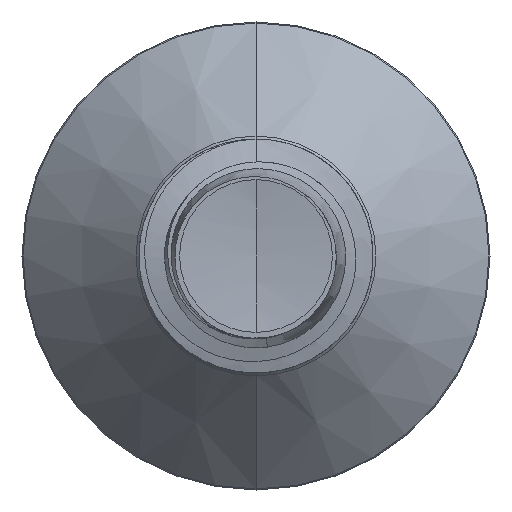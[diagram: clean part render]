
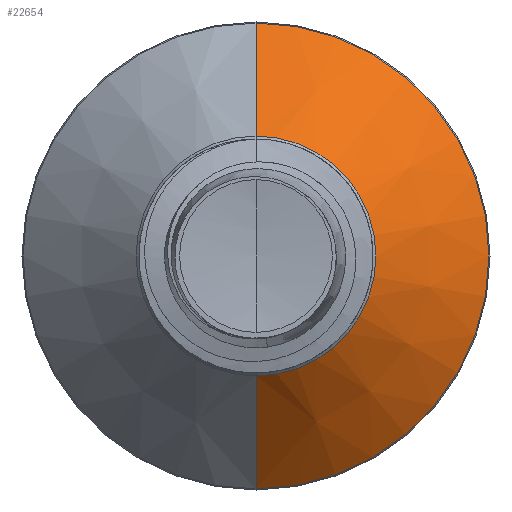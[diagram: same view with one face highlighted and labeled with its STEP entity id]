
A CAD part, front view. The second image highlights one B-rep face of the part: STEP entity #22654.
In plain terms, the highlighted conical face has half-angle 45 degrees and reference radius 2.563 mm.
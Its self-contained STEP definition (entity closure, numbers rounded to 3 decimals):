
#171 = DIRECTION ( 'NONE',  ( 0., 0.707, 0.707 ) ) ;
#3614 = CARTESIAN_POINT ( 'NONE',  ( 0., 19.313, 0. ) ) ;
#3638 = EDGE_LOOP ( 'NONE', ( #21323, #7391, #11656, #3870 ) ) ;
#3870 = ORIENTED_EDGE ( 'NONE', *, *, #28551, .F. ) ;
#5202 = CARTESIAN_POINT ( 'NONE',  ( 0., 19.313, 0. ) ) ;
#5711 = FACE_OUTER_BOUND ( 'NONE', #3638, .T. ) ;
#6174 = EDGE_CURVE ( 'NONE', #21502, #25248, #33694, .T. ) ;
#6593 = CIRCLE ( 'NONE', #10818, 2.563 ) ;
#7391 = ORIENTED_EDGE ( 'NONE', *, *, #21517, .T. ) ;
#8160 = DIRECTION ( 'NONE',  ( 0., 0., 1. ) ) ;
#10818 = AXIS2_PLACEMENT_3D ( 'NONE', #5202, #25600, #8160 ) ;
#11656 = ORIENTED_EDGE ( 'NONE', *, *, #6174, .F. ) ;
#12987 = CARTESIAN_POINT ( 'NONE',  ( 0., 19.313, 2.563 ) ) ;
#14609 = CARTESIAN_POINT ( 'NONE',  ( 0., 21.728, -4.978 ) ) ;
#14903 = CARTESIAN_POINT ( 'NONE',  ( 0., 19.313, 2.563 ) ) ;
#16193 = VECTOR ( 'NONE', #171, 1000. ) ;
#16584 = CARTESIAN_POINT ( 'NONE',  ( 0., 21.728, 0. ) ) ;
#16706 = VERTEX_POINT ( 'NONE', #12987 ) ;
#17494 = DIRECTION ( 'NONE',  ( 0., 0.707, -0.707 ) ) ;
#17608 = CONICAL_SURFACE ( 'NONE', #31514, 2.563, 0.785 ) ;
#18357 = VERTEX_POINT ( 'NONE', #31619 ) ;
#19445 = AXIS2_PLACEMENT_3D ( 'NONE', #16584, #36920, #19499 ) ;
#19499 = DIRECTION ( 'NONE',  ( 0., 0., 1. ) ) ;
#20290 = CARTESIAN_POINT ( 'NONE',  ( 0., 21.728, 4.978 ) ) ;
#20567 = DIRECTION ( 'NONE',  ( 0., 1., 0. ) ) ;
#21323 = ORIENTED_EDGE ( 'NONE', *, *, #31245, .T. ) ;
#21502 = VERTEX_POINT ( 'NONE', #20290 ) ;
#21517 = EDGE_CURVE ( 'NONE', #18357, #25248, #30810, .T. ) ;
#22654 = ADVANCED_FACE ( 'NONE', ( #5711 ), #17608, .T. ) ;
#23889 = LINE ( 'NONE', #14903, #16193 ) ;
#25248 = VERTEX_POINT ( 'NONE', #14609 ) ;
#25600 = DIRECTION ( 'NONE',  ( 0., 1., 0. ) ) ;
#28551 = EDGE_CURVE ( 'NONE', #16706, #21502, #23889, .T. ) ;
#29049 = CARTESIAN_POINT ( 'NONE',  ( 0., 19.313, -2.563 ) ) ;
#30810 = LINE ( 'NONE', #29049, #37631 ) ;
#31245 = EDGE_CURVE ( 'NONE', #16706, #18357, #6593, .T. ) ;
#31514 = AXIS2_PLACEMENT_3D ( 'NONE', #3614, #20567, #37982 ) ;
#31619 = CARTESIAN_POINT ( 'NONE',  ( 0., 19.313, -2.563 ) ) ;
#33694 = CIRCLE ( 'NONE', #19445, 4.978 ) ;
#36920 = DIRECTION ( 'NONE',  ( 0., 1., 0. ) ) ;
#37631 = VECTOR ( 'NONE', #17494, 1000. ) ;
#37982 = DIRECTION ( 'NONE',  ( 0., 0., 1. ) ) ;
